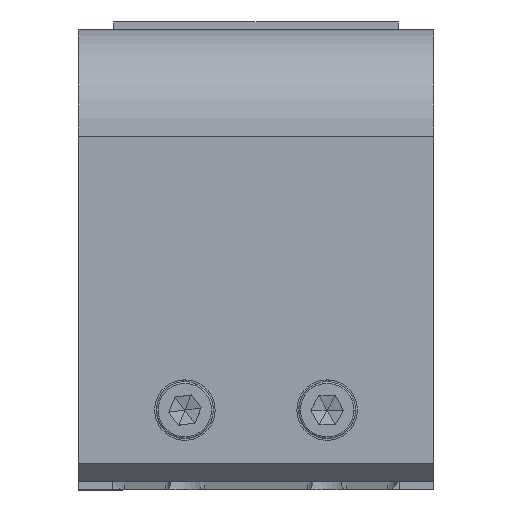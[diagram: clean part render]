
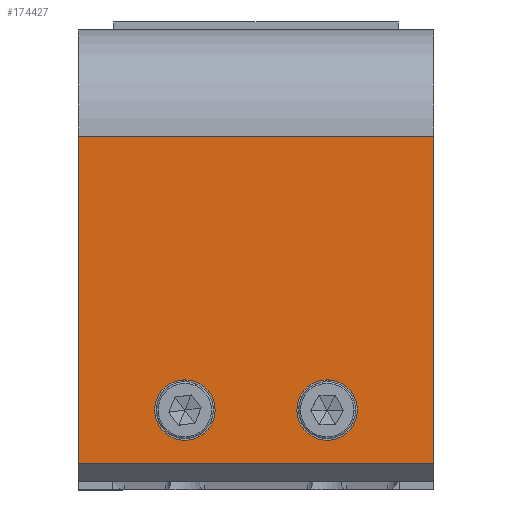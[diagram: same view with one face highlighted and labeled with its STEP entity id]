
A CAD part, top view. The second image highlights one B-rep face of the part: STEP entity #174427.
In plain terms, the highlighted planar face has unit normal (0, 0, 1).
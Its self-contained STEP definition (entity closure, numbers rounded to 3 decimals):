
#699 = VERTEX_POINT ( 'NONE', #7914 ) ;
#3061 = DIRECTION ( 'NONE',  ( 0., 0., -1. ) ) ;
#3726 = LINE ( 'NONE', #118219, #141242 ) ;
#7059 = EDGE_CURVE ( 'NONE', #99289, #699, #24093, .T. ) ;
#7914 = CARTESIAN_POINT ( 'NONE',  ( 163.158, 218.108, 657.202 ) ) ;
#9534 = ORIENTED_EDGE ( 'NONE', *, *, #19742, .F. ) ;
#19742 = EDGE_CURVE ( 'NONE', #175957, #134387, #3726, .T. ) ;
#22303 = CARTESIAN_POINT ( 'NONE',  ( 101.658, 295.108, 657.202 ) ) ;
#24093 = CIRCLE ( 'NONE', #141008, 8.5 ) ;
#25706 = CARTESIAN_POINT ( 'NONE',  ( 101.658, 203.108, 657.202 ) ) ;
#26166 = VERTEX_POINT ( 'NONE', #103749 ) ;
#30898 = AXIS2_PLACEMENT_3D ( 'NONE', #128571, #3061, #170820 ) ;
#33605 = ORIENTED_EDGE ( 'NONE', *, *, #96362, .F. ) ;
#36095 = CIRCLE ( 'NONE', #59594, 8.5 ) ;
#36660 = PLANE ( 'NONE',  #30898 ) ;
#37506 = CARTESIAN_POINT ( 'NONE',  ( 171.658, 218.108, 657.202 ) ) ;
#37547 = FACE_BOUND ( 'NONE', #118827, .T. ) ;
#44297 = CARTESIAN_POINT ( 'NONE',  ( 131.658, 218.108, 657.202 ) ) ;
#47032 = CARTESIAN_POINT ( 'NONE',  ( 201.658, 203.108, 657.202 ) ) ;
#51622 = DIRECTION ( 'NONE',  ( -1., 0., 0. ) ) ;
#58505 = VECTOR ( 'NONE', #97189, 1000. ) ;
#59594 = AXIS2_PLACEMENT_3D ( 'NONE', #107480, #108376, #133965 ) ;
#59804 = VERTEX_POINT ( 'NONE', #161941 ) ;
#59940 = FACE_BOUND ( 'NONE', #67785, .T. ) ;
#61649 = CARTESIAN_POINT ( 'NONE',  ( 123.158, 218.108, 657.202 ) ) ;
#65635 = VECTOR ( 'NONE', #134673, 1000. ) ;
#66155 = VERTEX_POINT ( 'NONE', #61649 ) ;
#67785 = EDGE_LOOP ( 'NONE', ( #71127, #143925 ) ) ;
#71127 = ORIENTED_EDGE ( 'NONE', *, *, #7059, .F. ) ;
#79174 = CIRCLE ( 'NONE', #111285, 8.5 ) ;
#81528 = VECTOR ( 'NONE', #51622, 1000. ) ;
#85367 = AXIS2_PLACEMENT_3D ( 'NONE', #44297, #100282, #127708 ) ;
#86058 = CARTESIAN_POINT ( 'NONE',  ( 171.658, 218.108, 657.202 ) ) ;
#87690 = CARTESIAN_POINT ( 'NONE',  ( 101.658, 203.108, 657.202 ) ) ;
#91033 = ORIENTED_EDGE ( 'NONE', *, *, #135731, .F. ) ;
#92327 = ORIENTED_EDGE ( 'NONE', *, *, #175975, .T. ) ;
#96362 = EDGE_CURVE ( 'NONE', #26166, #66155, #36095, .T. ) ;
#96688 = EDGE_CURVE ( 'NONE', #59804, #175957, #131945, .T. ) ;
#97189 = DIRECTION ( 'NONE',  ( 0., -1., 0. ) ) ;
#99289 = VERTEX_POINT ( 'NONE', #137215 ) ;
#100282 = DIRECTION ( 'NONE',  ( 0., 0., 1. ) ) ;
#100712 = DIRECTION ( 'NONE',  ( 1., 0., 0. ) ) ;
#103749 = CARTESIAN_POINT ( 'NONE',  ( 140.158, 218.108, 657.202 ) ) ;
#107480 = CARTESIAN_POINT ( 'NONE',  ( 131.658, 218.108, 657.202 ) ) ;
#108268 = ORIENTED_EDGE ( 'NONE', *, *, #96688, .F. ) ;
#108270 = EDGE_CURVE ( 'NONE', #134940, #134387, #180607, .T. ) ;
#108376 = DIRECTION ( 'NONE',  ( 0., 0., 1. ) ) ;
#111285 = AXIS2_PLACEMENT_3D ( 'NONE', #37506, #149346, #164884 ) ;
#115805 = FACE_OUTER_BOUND ( 'NONE', #171903, .T. ) ;
#118219 = CARTESIAN_POINT ( 'NONE',  ( 201.658, 203.108, 657.202 ) ) ;
#118827 = EDGE_LOOP ( 'NONE', ( #33605, #91033 ) ) ;
#120516 = ORIENTED_EDGE ( 'NONE', *, *, #108270, .T. ) ;
#127708 = DIRECTION ( 'NONE',  ( 1., 0., 0. ) ) ;
#128112 = DIRECTION ( 'NONE',  ( 0., 0., 1. ) ) ;
#128571 = CARTESIAN_POINT ( 'NONE',  ( 201.658, 203.108, 657.202 ) ) ;
#129275 = EDGE_CURVE ( 'NONE', #699, #99289, #79174, .T. ) ;
#131945 = LINE ( 'NONE', #133738, #65635 ) ;
#133738 = CARTESIAN_POINT ( 'NONE',  ( 201.658, 203.108, 657.202 ) ) ;
#133965 = DIRECTION ( 'NONE',  ( 1., 0., 0. ) ) ;
#134387 = VERTEX_POINT ( 'NONE', #87690 ) ;
#134673 = DIRECTION ( 'NONE',  ( 0., -1., 0. ) ) ;
#134940 = VERTEX_POINT ( 'NONE', #22303 ) ;
#135731 = EDGE_CURVE ( 'NONE', #66155, #26166, #152572, .T. ) ;
#137215 = CARTESIAN_POINT ( 'NONE',  ( 180.158, 218.108, 657.202 ) ) ;
#141008 = AXIS2_PLACEMENT_3D ( 'NONE', #86058, #128112, #100712 ) ;
#141242 = VECTOR ( 'NONE', #171438, 1000. ) ;
#143925 = ORIENTED_EDGE ( 'NONE', *, *, #129275, .F. ) ;
#149346 = DIRECTION ( 'NONE',  ( 0., 0., 1. ) ) ;
#152572 = CIRCLE ( 'NONE', #85367, 8.5 ) ;
#161941 = CARTESIAN_POINT ( 'NONE',  ( 201.658, 295.108, 657.202 ) ) ;
#164884 = DIRECTION ( 'NONE',  ( 1., 0., 0. ) ) ;
#170820 = DIRECTION ( 'NONE',  ( 0., 1., 0. ) ) ;
#171438 = DIRECTION ( 'NONE',  ( -1., 0., 0. ) ) ;
#171903 = EDGE_LOOP ( 'NONE', ( #120516, #9534, #108268, #92327 ) ) ;
#174427 = ADVANCED_FACE ( 'NONE', ( #37547, #59940, #115805 ), #36660, .F. ) ;
#175957 = VERTEX_POINT ( 'NONE', #47032 ) ;
#175975 = EDGE_CURVE ( 'NONE', #59804, #134940, #179016, .T. ) ;
#177234 = CARTESIAN_POINT ( 'NONE',  ( 201.658, 295.108, 657.202 ) ) ;
#179016 = LINE ( 'NONE', #177234, #81528 ) ;
#180607 = LINE ( 'NONE', #25706, #58505 ) ;
